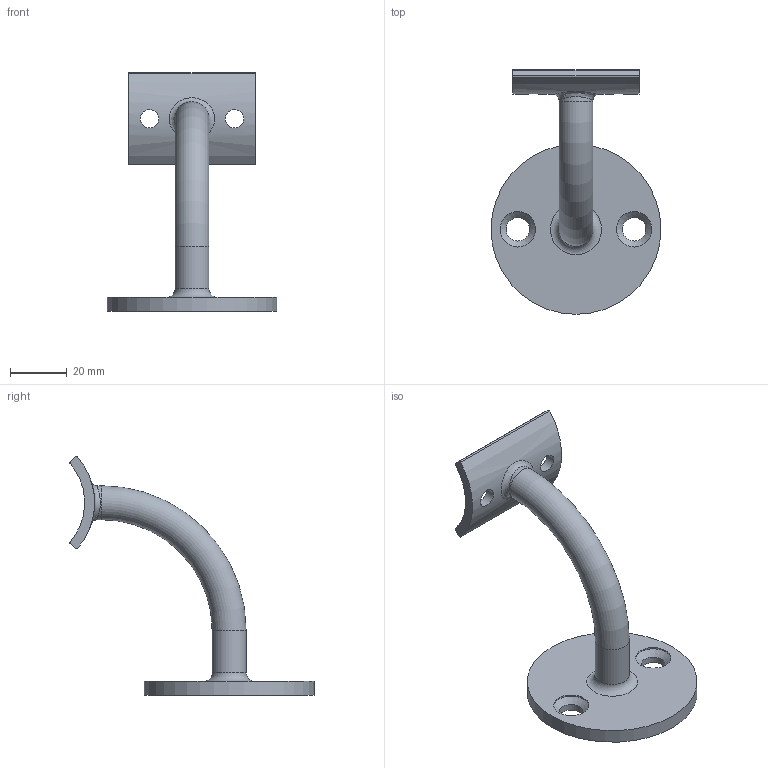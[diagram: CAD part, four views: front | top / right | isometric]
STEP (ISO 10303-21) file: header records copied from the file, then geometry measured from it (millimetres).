
FILE_DESCRIPTION (( 'STEP AP203' ), '1' );
FILE_NAME ('50305-240.STEP', '2023-03-07T15:27:31', ( '' ), ( '' ), 'SwSTEP 2.0', 'SolidWorks 2018', '' );
FILE_SCHEMA (( 'CONFIG_CONTROL_DESIGN' ));
Length unit declared in the file: millimetre
Products named in the file (1): 50305-240
Bounding box: 60 x 86.22 x 84.29 mm (x, y, z)
Volume: 25581.1 mm3; surface area: 13642.7 mm2
Topology: 1 solids, 1 shells, 274 faces, 721 edges, 473 vertices
Faces by surface type: plane 124, bspline 112, cylinder 24, torus 8, sphere 4, cone 2
Full cylindrical faces by diameter (mm): 6.5 x2, 8.3 x2, 12 x2, 12.5 x2, 15 x1, 60 x1
Entity records: 15375 total; most frequent: CARTESIAN_POINT 9378, ORIENTED_EDGE 1386, DIRECTION 849, EDGE_CURVE 693, VERTEX_POINT 466, VECTOR 407, LINE 407, EDGE_LOOP 327
